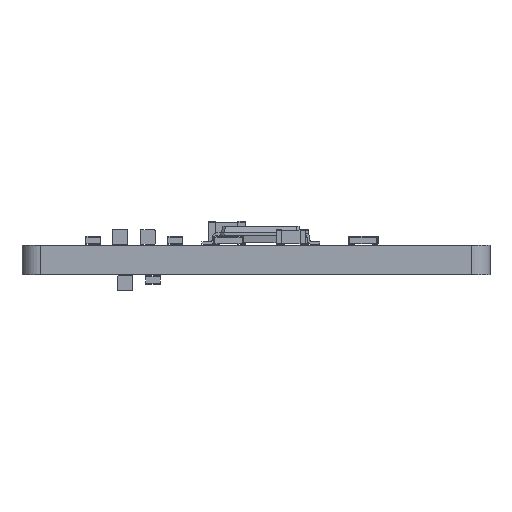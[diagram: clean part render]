
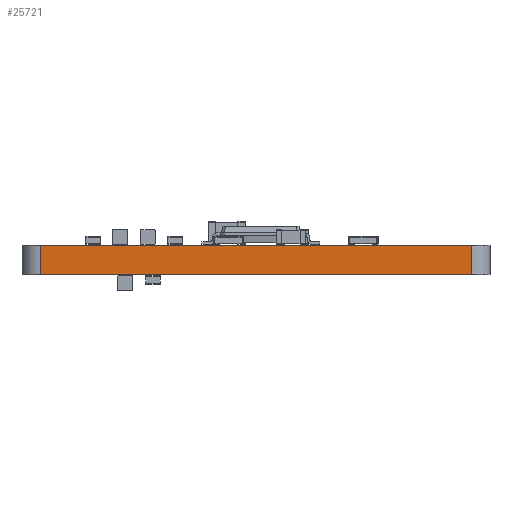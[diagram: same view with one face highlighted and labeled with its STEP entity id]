
A CAD part, front view. The second image highlights one B-rep face of the part: STEP entity #25721.
In plain terms, the highlighted planar face has unit normal (0, -1, 0).
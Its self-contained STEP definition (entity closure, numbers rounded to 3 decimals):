
#23513 = PLANE('',#23514);
#23514 = AXIS2_PLACEMENT_3D('',#23515,#23516,#23517);
#23515 = CARTESIAN_POINT('',(123.64,-94.46,1.6));
#23516 = DIRECTION('',(0.,0.,1.));
#23517 = DIRECTION('',(1.,0.,-0.));
#23568 = PLANE('',#23569);
#23569 = AXIS2_PLACEMENT_3D('',#23570,#23571,#23572);
#23570 = CARTESIAN_POINT('',(123.64,-94.46,0.));
#23571 = DIRECTION('',(0.,0.,1.));
#23572 = DIRECTION('',(1.,0.,-0.));
#23990 = VERTEX_POINT('',#23991);
#23991 = CARTESIAN_POINT('',(111.94,-99.46,0.));
#24006 = CYLINDRICAL_SURFACE('',#24007,1.);
#24007 = AXIS2_PLACEMENT_3D('',#24008,#24009,#24010);
#24008 = CARTESIAN_POINT('',(111.94,-98.46,0.));
#24009 = DIRECTION('',(-0.,-0.,-1.));
#24010 = DIRECTION('',(1.,0.,-0.));
#24018 = EDGE_CURVE('',#24019,#23990,#24021,.T.);
#24019 = VERTEX_POINT('',#24020);
#24020 = CARTESIAN_POINT('',(135.34,-99.46,0.));
#24021 = SURFACE_CURVE('',#24022,(#24026,#24033),.PCURVE_S1.);
#24022 = LINE('',#24023,#24024);
#24023 = CARTESIAN_POINT('',(135.34,-99.46,0.));
#24024 = VECTOR('',#24025,1.);
#24025 = DIRECTION('',(-1.,0.,0.));
#24026 = PCURVE('',#23568,#24027);
#24027 = DEFINITIONAL_REPRESENTATION('',(#24028),#24032);
#24028 = LINE('',#24029,#24030);
#24029 = CARTESIAN_POINT('',(11.7,-5.));
#24030 = VECTOR('',#24031,1.);
#24031 = DIRECTION('',(-1.,0.));
#24032 = ( GEOMETRIC_REPRESENTATION_CONTEXT(2) 
PARAMETRIC_REPRESENTATION_CONTEXT() REPRESENTATION_CONTEXT('2D SPACE',''
  ) );
#24033 = PCURVE('',#24034,#24039);
#24034 = PLANE('',#24035);
#24035 = AXIS2_PLACEMENT_3D('',#24036,#24037,#24038);
#24036 = CARTESIAN_POINT('',(135.34,-99.46,0.));
#24037 = DIRECTION('',(0.,-1.,0.));
#24038 = DIRECTION('',(-1.,0.,0.));
#24039 = DEFINITIONAL_REPRESENTATION('',(#24040),#24044);
#24040 = LINE('',#24041,#24042);
#24041 = CARTESIAN_POINT('',(0.,-0.));
#24042 = VECTOR('',#24043,1.);
#24043 = DIRECTION('',(1.,0.));
#24044 = ( GEOMETRIC_REPRESENTATION_CONTEXT(2) 
PARAMETRIC_REPRESENTATION_CONTEXT() REPRESENTATION_CONTEXT('2D SPACE',''
  ) );
#24063 = CYLINDRICAL_SURFACE('',#24064,1.);
#24064 = AXIS2_PLACEMENT_3D('',#24065,#24066,#24067);
#24065 = CARTESIAN_POINT('',(135.34,-98.46,0.));
#24066 = DIRECTION('',(-0.,-0.,-1.));
#24067 = DIRECTION('',(1.,0.,-0.));
#24795 = VERTEX_POINT('',#24796);
#24796 = CARTESIAN_POINT('',(111.94,-99.46,1.6));
#24818 = EDGE_CURVE('',#24819,#24795,#24821,.T.);
#24819 = VERTEX_POINT('',#24820);
#24820 = CARTESIAN_POINT('',(135.34,-99.46,1.6));
#24821 = SURFACE_CURVE('',#24822,(#24826,#24833),.PCURVE_S1.);
#24822 = LINE('',#24823,#24824);
#24823 = CARTESIAN_POINT('',(135.34,-99.46,1.6));
#24824 = VECTOR('',#24825,1.);
#24825 = DIRECTION('',(-1.,0.,0.));
#24826 = PCURVE('',#23513,#24827);
#24827 = DEFINITIONAL_REPRESENTATION('',(#24828),#24832);
#24828 = LINE('',#24829,#24830);
#24829 = CARTESIAN_POINT('',(11.7,-5.));
#24830 = VECTOR('',#24831,1.);
#24831 = DIRECTION('',(-1.,0.));
#24832 = ( GEOMETRIC_REPRESENTATION_CONTEXT(2) 
PARAMETRIC_REPRESENTATION_CONTEXT() REPRESENTATION_CONTEXT('2D SPACE',''
  ) );
#24833 = PCURVE('',#24034,#24834);
#24834 = DEFINITIONAL_REPRESENTATION('',(#24835),#24839);
#24835 = LINE('',#24836,#24837);
#24836 = CARTESIAN_POINT('',(0.,-1.6));
#24837 = VECTOR('',#24838,1.);
#24838 = DIRECTION('',(1.,0.));
#24839 = ( GEOMETRIC_REPRESENTATION_CONTEXT(2) 
PARAMETRIC_REPRESENTATION_CONTEXT() REPRESENTATION_CONTEXT('2D SPACE',''
  ) );
#25673 = EDGE_CURVE('',#24019,#24819,#25674,.T.);
#25674 = SURFACE_CURVE('',#25675,(#25679,#25686),.PCURVE_S1.);
#25675 = LINE('',#25676,#25677);
#25676 = CARTESIAN_POINT('',(135.34,-99.46,0.));
#25677 = VECTOR('',#25678,1.);
#25678 = DIRECTION('',(0.,0.,1.));
#25679 = PCURVE('',#24063,#25680);
#25680 = DEFINITIONAL_REPRESENTATION('',(#25681),#25685);
#25681 = LINE('',#25682,#25683);
#25682 = CARTESIAN_POINT('',(-4.712,0.));
#25683 = VECTOR('',#25684,1.);
#25684 = DIRECTION('',(-0.,-1.));
#25685 = ( GEOMETRIC_REPRESENTATION_CONTEXT(2) 
PARAMETRIC_REPRESENTATION_CONTEXT() REPRESENTATION_CONTEXT('2D SPACE',''
  ) );
#25686 = PCURVE('',#24034,#25687);
#25687 = DEFINITIONAL_REPRESENTATION('',(#25688),#25692);
#25688 = LINE('',#25689,#25690);
#25689 = CARTESIAN_POINT('',(0.,-0.));
#25690 = VECTOR('',#25691,1.);
#25691 = DIRECTION('',(0.,-1.));
#25692 = ( GEOMETRIC_REPRESENTATION_CONTEXT(2) 
PARAMETRIC_REPRESENTATION_CONTEXT() REPRESENTATION_CONTEXT('2D SPACE',''
  ) );
#25721 = ADVANCED_FACE('',(#25722),#24034,.T.);
#25722 = FACE_BOUND('',#25723,.T.);
#25723 = EDGE_LOOP('',(#25724,#25725,#25726,#25747));
#25724 = ORIENTED_EDGE('',*,*,#25673,.T.);
#25725 = ORIENTED_EDGE('',*,*,#24818,.T.);
#25726 = ORIENTED_EDGE('',*,*,#25727,.F.);
#25727 = EDGE_CURVE('',#23990,#24795,#25728,.T.);
#25728 = SURFACE_CURVE('',#25729,(#25733,#25740),.PCURVE_S1.);
#25729 = LINE('',#25730,#25731);
#25730 = CARTESIAN_POINT('',(111.94,-99.46,0.));
#25731 = VECTOR('',#25732,1.);
#25732 = DIRECTION('',(0.,0.,1.));
#25733 = PCURVE('',#24034,#25734);
#25734 = DEFINITIONAL_REPRESENTATION('',(#25735),#25739);
#25735 = LINE('',#25736,#25737);
#25736 = CARTESIAN_POINT('',(23.4,0.));
#25737 = VECTOR('',#25738,1.);
#25738 = DIRECTION('',(0.,-1.));
#25739 = ( GEOMETRIC_REPRESENTATION_CONTEXT(2) 
PARAMETRIC_REPRESENTATION_CONTEXT() REPRESENTATION_CONTEXT('2D SPACE',''
  ) );
#25740 = PCURVE('',#24006,#25741);
#25741 = DEFINITIONAL_REPRESENTATION('',(#25742),#25746);
#25742 = LINE('',#25743,#25744);
#25743 = CARTESIAN_POINT('',(-4.712,0.));
#25744 = VECTOR('',#25745,1.);
#25745 = DIRECTION('',(-0.,-1.));
#25746 = ( GEOMETRIC_REPRESENTATION_CONTEXT(2) 
PARAMETRIC_REPRESENTATION_CONTEXT() REPRESENTATION_CONTEXT('2D SPACE',''
  ) );
#25747 = ORIENTED_EDGE('',*,*,#24018,.F.);
